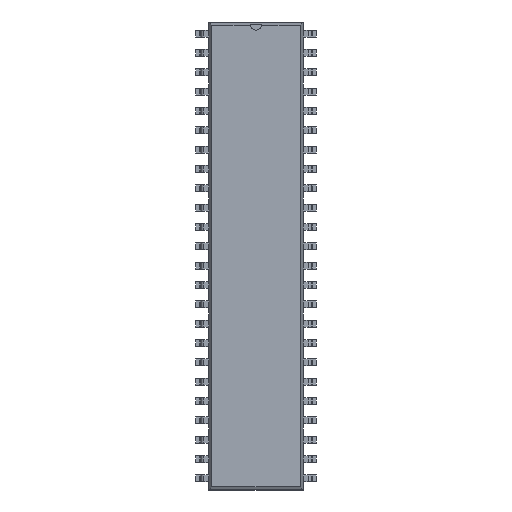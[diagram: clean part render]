
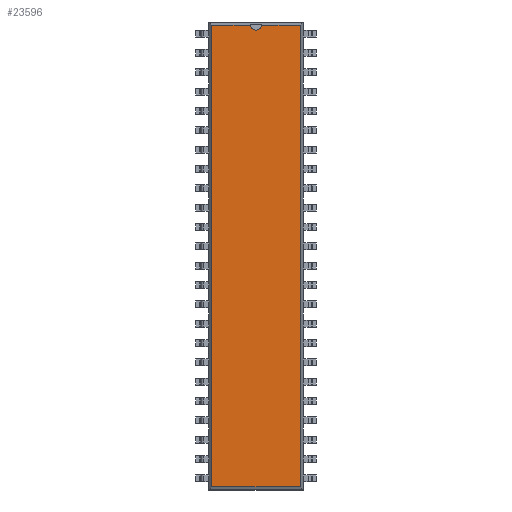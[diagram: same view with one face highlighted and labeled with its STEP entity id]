
A CAD part, top view. The second image highlights one B-rep face of the part: STEP entity #23596.
In plain terms, the highlighted planar face has unit normal (0, 0, 1).
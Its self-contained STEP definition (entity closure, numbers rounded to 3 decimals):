
#15387 = VERTEX_POINT('',#15388);
#15388 = CARTESIAN_POINT('',(5.832,30.335,3.68));
#15393 = EDGE_CURVE('',#15394,#15387,#15396,.T.);
#15394 = VERTEX_POINT('',#15395);
#15395 = CARTESIAN_POINT('',(5.832,-30.335,3.68));
#15396 = LINE('',#15397,#15398);
#15397 = CARTESIAN_POINT('',(5.832,-30.335,3.68));
#15398 = VECTOR('',#15399,1.);
#15399 = DIRECTION('',(0.,1.,0.));
#19377 = VERTEX_POINT('',#19378);
#19378 = CARTESIAN_POINT('',(-5.832,30.335,3.68));
#19383 = EDGE_CURVE('',#19384,#19377,#19386,.T.);
#19384 = VERTEX_POINT('',#19385);
#19385 = CARTESIAN_POINT('',(-0.746,30.335,3.68));
#19386 = LINE('',#19387,#19388);
#19387 = CARTESIAN_POINT('',(5.832,30.335,3.68));
#19388 = VECTOR('',#19389,1.);
#19389 = DIRECTION('',(-1.,0.,0.));
#19409 = VERTEX_POINT('',#19410);
#19410 = CARTESIAN_POINT('',(0.746,30.335,3.68));
#19418 = EDGE_CURVE('',#15387,#19409,#19419,.T.);
#19419 = LINE('',#19420,#19421);
#19420 = CARTESIAN_POINT('',(5.832,30.335,3.68));
#19421 = VECTOR('',#19422,1.);
#19422 = DIRECTION('',(-1.,0.,0.));
#19602 = VERTEX_POINT('',#19603);
#19603 = CARTESIAN_POINT('',(-5.832,-30.335,3.68));
#19608 = EDGE_CURVE('',#19377,#19602,#19609,.T.);
#19609 = LINE('',#19610,#19611);
#19610 = CARTESIAN_POINT('',(-5.832,30.335,3.68));
#19611 = VECTOR('',#19612,1.);
#19612 = DIRECTION('',(0.,-1.,0.));
#23585 = EDGE_CURVE('',#19602,#15394,#23586,.T.);
#23586 = LINE('',#23587,#23588);
#23587 = CARTESIAN_POINT('',(-5.832,-30.335,3.68));
#23588 = VECTOR('',#23589,1.);
#23589 = DIRECTION('',(1.,0.,0.));
#23596 = ADVANCED_FACE('',(#23597),#23620,.F.);
#23597 = FACE_BOUND('',#23598,.F.);
#23598 = EDGE_LOOP('',(#23599,#23600,#23601,#23602,#23603,#23612,#23619)
);
#23599 = ORIENTED_EDGE('',*,*,#15393,.F.);
#23600 = ORIENTED_EDGE('',*,*,#23585,.F.);
#23601 = ORIENTED_EDGE('',*,*,#19608,.F.);
#23602 = ORIENTED_EDGE('',*,*,#19383,.F.);
#23603 = ORIENTED_EDGE('',*,*,#23604,.F.);
#23604 = EDGE_CURVE('',#23605,#19384,#23607,.T.);
#23605 = VERTEX_POINT('',#23606);
#23606 = CARTESIAN_POINT('',(0.,29.66,3.68)
);
#23607 = CIRCLE('',#23608,0.75);
#23608 = AXIS2_PLACEMENT_3D('',#23609,#23610,#23611);
#23609 = CARTESIAN_POINT('',(0.,30.41,3.68)
);
#23610 = DIRECTION('',(0.,0.,-1.));
#23611 = DIRECTION('',(0.,-1.,0.));
#23612 = ORIENTED_EDGE('',*,*,#23613,.F.);
#23613 = EDGE_CURVE('',#19409,#23605,#23614,.T.);
#23614 = CIRCLE('',#23615,0.75);
#23615 = AXIS2_PLACEMENT_3D('',#23616,#23617,#23618);
#23616 = CARTESIAN_POINT('',(0.,30.41,3.68)
);
#23617 = DIRECTION('',(0.,0.,-1.));
#23618 = DIRECTION('',(0.,-1.,0.));
#23619 = ORIENTED_EDGE('',*,*,#19418,.F.);
#23620 = PLANE('',#23621);
#23621 = AXIS2_PLACEMENT_3D('',#23622,#23623,#23624);
#23622 = CARTESIAN_POINT('',(5.832,-30.335,3.68));
#23623 = DIRECTION('',(0.,0.,-1.));
#23624 = DIRECTION('',(-0.189,0.982,0.));
